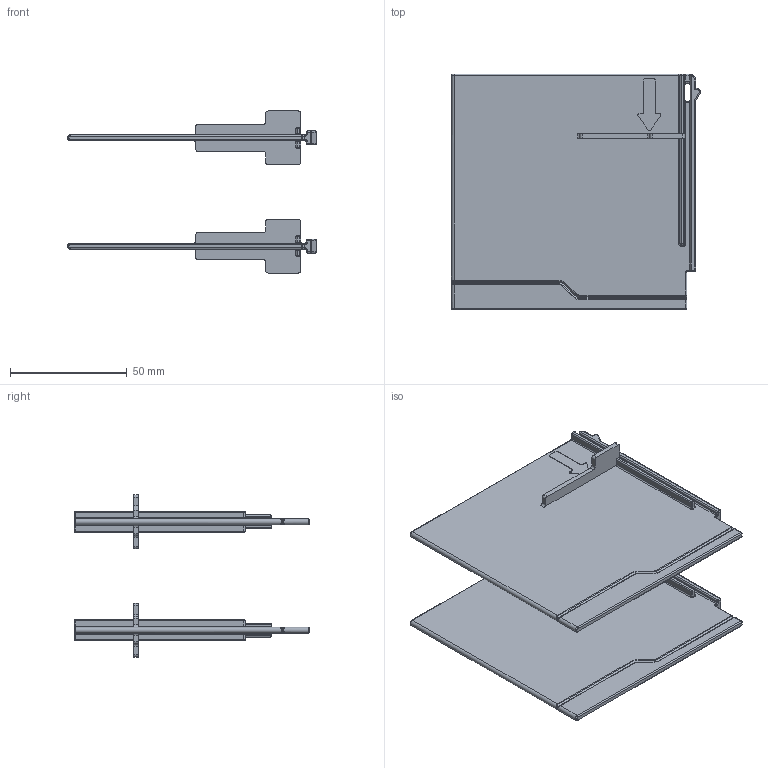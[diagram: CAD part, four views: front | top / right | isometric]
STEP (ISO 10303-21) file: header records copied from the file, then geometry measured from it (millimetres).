
FILE_DESCRIPTION((''),'2;1');
FILE_NAME('1SDH002065A1149_IGES','2019-05-16T',('ITSTCAR1'),(''),'CREO PARAMETRIC BY PTC INC, 2016050','CREO PARAMETRIC BY PTC INC, 2016050','');
FILE_SCHEMA(('AUTOMOTIVE_DESIGN { 1 0 10303 214 1 1 1 1 }'));
Length unit declared in the file: millimetre
Products named in the file (1): 1SDH002065A1149_IGES
Bounding box: 106.8 x 101 x 69.5 mm (x, y, z)
Volume: 57659.7 mm3; surface area: 49049 mm2
Topology: 2 solids, 2 shells, 496 faces, 1178 edges, 684 vertices
Faces by surface type: cylinder 210, plane 122, torus 68, sphere 40, bspline 40, cone 16
Entity records: 21808 total; most frequent: CARTESIAN_POINT 6356, DIRECTION 2478, ORIENTED_EDGE 2356, EDGE_CURVE 1178, AXIS2_PLACEMENT_3D 960, VERTEX_POINT 684, VECTOR 558, LINE 558
